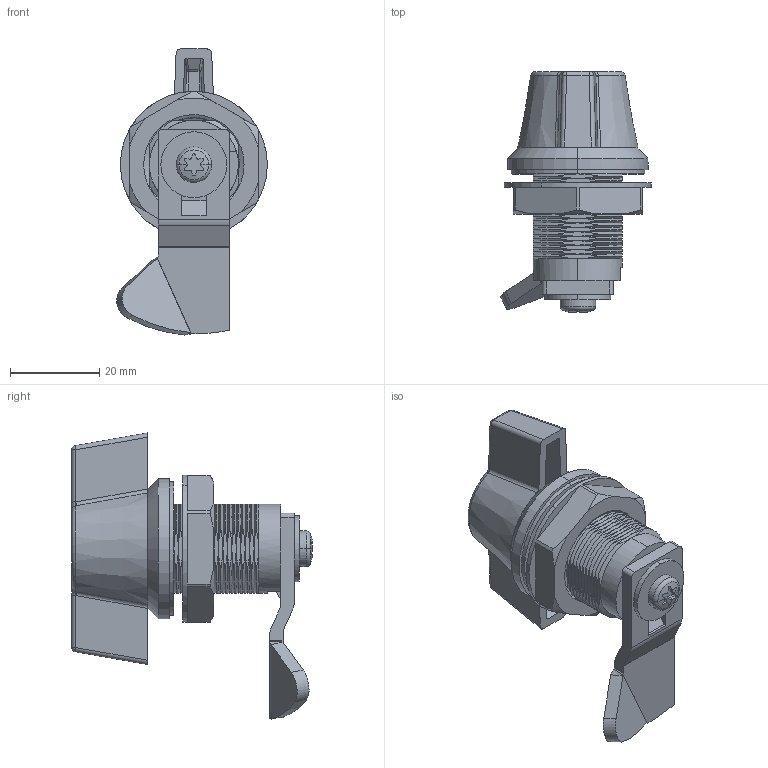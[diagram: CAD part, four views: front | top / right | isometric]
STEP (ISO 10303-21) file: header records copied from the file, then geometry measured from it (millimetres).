
FILE_DESCRIPTION((''),'2;1');
FILE_NAME('CUBO_N_LOCK_NKL1_ASM','2021-04-29T09:22:05',('antti_kumpulainen'),(''),'CREO PARAMETRIC BY PTC INC, 2020342','CREO PARAMETRIC BY PTC INC, 2020342','');
FILE_SCHEMA(('AUTOMOTIVE_DESIGN { 1 0 10303 214 1 1 1 1 }'));
Length unit declared in the file: millimetre
Products named in the file (10): CUBO_N_LOCK_DOOR_HANDL_NKL1; CUBO_N_LOCK_PART1; CUBO_N_LOCK_LATCH; CUBO_N_LOCK_PART2; CUBO_N_LOCK_FRAME; CUBO_N_SCREW_4X13; CUBO_N_LOCK_INSERT; CUBO_N_LOCK_NUT; CUBO_N_LOCK_PART4; CUBO_N_LOCK_NKL1_ASM
Assembly tree (9 placements, depth 2):
  CUBO_N_LOCK_NKL1_ASM
    CUBO_N_LOCK_DOOR_HANDL_NKL1
    CUBO_N_LOCK_PART1
    CUBO_N_LOCK_LATCH
    CUBO_N_LOCK_PART2
    CUBO_N_LOCK_FRAME
    CUBO_N_SCREW_4X13
    CUBO_N_LOCK_INSERT
    CUBO_N_LOCK_NUT
    CUBO_N_LOCK_PART4
Bounding box: 33.84 x 54.12 x 64.24 mm (x, y, z)
Volume: 23690.7 mm3; surface area: 20822.6 mm2
Topology: 9 solids, 11 shells, 658 faces, 1539 edges, 893 vertices
Faces by surface type: cone 224, plane 217, cylinder 138, bspline 48, torus 17, sphere 14
Entity records: 29549 total; most frequent: CARTESIAN_POINT 13940, ORIENTED_EDGE 3046, DIRECTION 2973, EDGE_CURVE 1523, AXIS2_PLACEMENT_3D 1244, VERTEX_POINT 893, EDGE_LOOP 682, FACE_OUTER_BOUND 658
